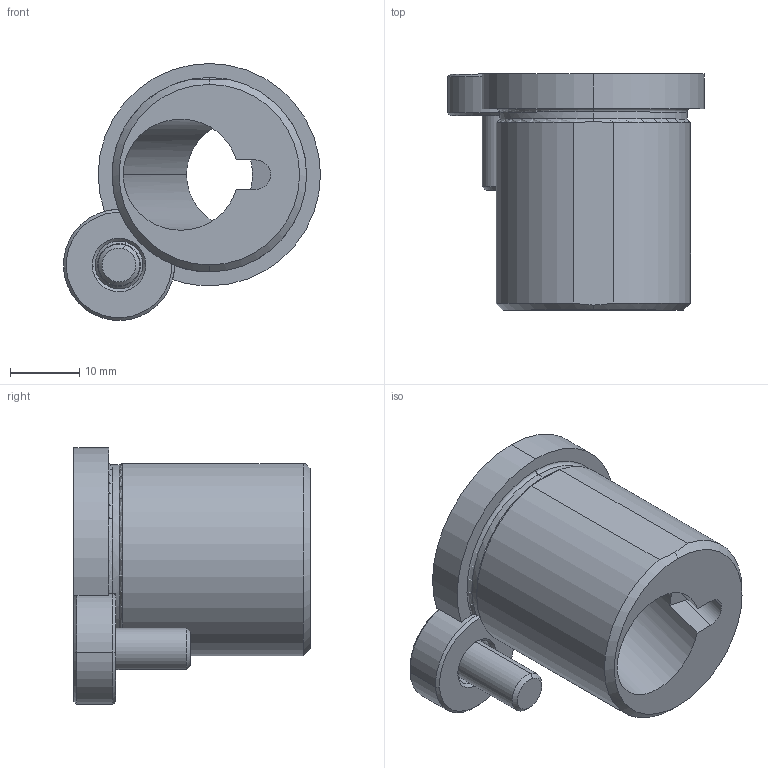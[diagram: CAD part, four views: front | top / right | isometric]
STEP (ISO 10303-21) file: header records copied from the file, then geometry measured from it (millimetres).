
FILE_DESCRIPTION (( 'STEP AP214' ), '1' );
FILE_NAME ('GR283432-15.STEP', '2013-07-08T10:52:34', ( '' ), ( '' ), 'SwSTEP 2.0', 'SolidWorks 2011', '' );
FILE_SCHEMA (( 'AUTOMOTIVE_DESIGN' ));
Length unit declared in the file: millimetre
Products named in the file (4): 9TS1606M6; 9GR283432-15; socket countersunk head screw_din_DIN 7991 - M6 x 16 --- 16N; GR283432-15
Assembly tree (3 placements, depth 2):
  GR283432-15
    socket countersunk head screw_din_DIN 7991 - M6 x 16 --- 16N
    9GR283432-15
    9TS1606M6
Bounding box: 36.99 x 34 x 36.99 mm (x, y, z)
Volume: 15384.2 mm3; surface area: 7351.5 mm2
Topology: 3 solids, 3 shells, 70 faces, 161 edges, 97 vertices
Faces by surface type: plane 25, cylinder 22, cone 16, torus 7
Entity records: 2142 total; most frequent: CARTESIAN_POINT 383, DIRECTION 372, ORIENTED_EDGE 318, EDGE_CURVE 159, AXIS2_PLACEMENT_3D 150, VERTEX_POINT 97, EDGE_LOOP 76, CIRCLE 74
